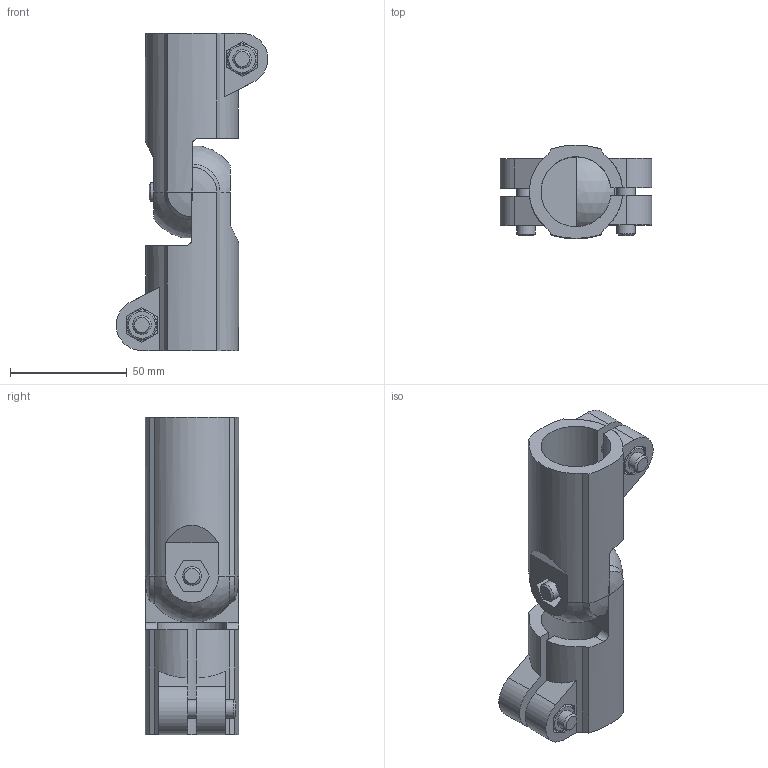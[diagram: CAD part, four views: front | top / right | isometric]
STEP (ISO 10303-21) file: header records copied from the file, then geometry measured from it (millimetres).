
FILE_DESCRIPTION( ( 'STEP AP214' ), '1' );
FILE_NAME( 'K0489.30.stp', '2020-12-08T10:28:07', ( '' ), ( '' ), ' ', 'PARTsolutions', ' ' );
FILE_SCHEMA( ( 'AUTOMOTIVE_DESIGN { 1 0 10303 214 1 1 1 1 }' ) );
Length unit declared in the file: millimetre
Products named in the file (3): K0489.30; _K0489.30_a; _K0869.08X25
Assembly tree (3 placements, depth 2):
  K0489.30
    _K0489.30_a  x2
    _K0869.08X25
Bounding box: 64.92 x 40.02 x 136 mm (x, y, z)
Volume: 102897.1 mm3; surface area: 40961.5 mm2
Topology: 3 solids, 3 shells, 248 faces, 638 edges, 409 vertices
Faces by surface type: plane 153, cylinder 52, cone 32, sphere 6, torus 5
Full cylindrical faces by diameter (mm): 8 x5, 8.1 x2, 8.5 x4, 12.6 x2, 12.9 x2, 13 x1, 28.2 x2, 34.8 x2
Entity records: 5084 total; most frequent: CARTESIAN_POINT 815, DIRECTION 658, ORIENTED_EDGE 626, EDGE_CURVE 313, AXIS2_PLACEMENT_3D 237, VERTEX_POINT 210, LINE 184, VECTOR 184
